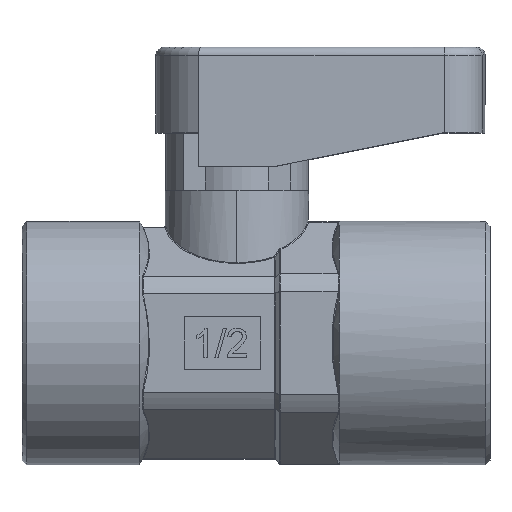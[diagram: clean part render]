
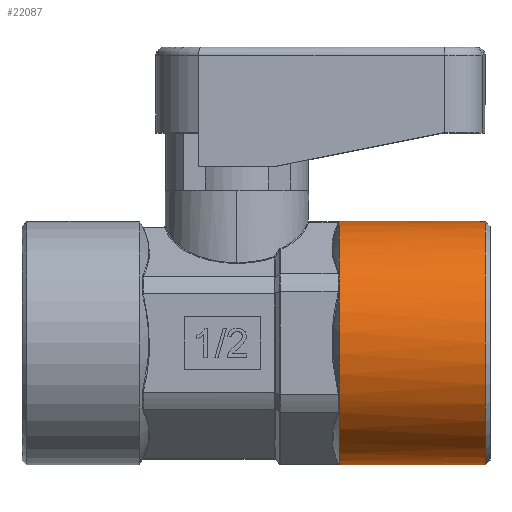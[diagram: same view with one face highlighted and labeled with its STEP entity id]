
A CAD part, top view. The second image highlights one B-rep face of the part: STEP entity #22087.
In plain terms, the highlighted cylindrical face has radius 12.75 mm (diameter 25.5 mm), a partial arc.
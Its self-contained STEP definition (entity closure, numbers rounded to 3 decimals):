
#4484 = CIRCLE ( 'NONE', #14515, 12.75 ) ;
#4489 = LINE ( 'NONE', #21087, #4493 ) ;
#4492 = CIRCLE ( 'NONE', #14516, 12.75 ) ;
#4493 = VECTOR ( 'NONE', #21097, 1000. ) ;
#4494 = CIRCLE ( 'NONE', #14517, 12.75 ) ;
#4495 = CIRCLE ( 'NONE', #14518, 12.75 ) ;
#4496 = CIRCLE ( 'NONE', #14519, 12.75 ) ;
#4497 = CIRCLE ( 'NONE', #14520, 12.75 ) ;
#4498 = CIRCLE ( 'NONE', #14521, 12.75 ) ;
#4499 = CIRCLE ( 'NONE', #14522, 12.75 ) ;
#4500 = LINE ( 'NONE', #21139, #4502 ) ;
#4502 = VECTOR ( 'NONE', #21140, 1000. ) ;
#6611 = AXIS2_PLACEMENT_3D ( 'NONE', #7653, #7654, #7652 ) ;
#7652 = DIRECTION ( 'NONE',  ( 0., -1., 0. ) ) ;
#7653 = CARTESIAN_POINT ( 'NONE',  ( -22.5, 0., 0. ) ) ;
#7654 = DIRECTION ( 'NONE',  ( -1., 0., 0. ) ) ;
#9524 = EDGE_LOOP ( 'NONE', ( #21165, #21167, #20002, #20003, #20004, #20005, #20006, #20007, #20008, #20009 ) ) ;
#14515 = AXIS2_PLACEMENT_3D ( 'NONE', #21090, #21092, #21094 ) ;
#14516 = AXIS2_PLACEMENT_3D ( 'NONE', #21104, #21106, #21108 ) ;
#14517 = AXIS2_PLACEMENT_3D ( 'NONE', #21111, #21113, #21115 ) ;
#14518 = AXIS2_PLACEMENT_3D ( 'NONE', #21118, #21120, #21122 ) ;
#14519 = AXIS2_PLACEMENT_3D ( 'NONE', #21126, #21128, #21129 ) ;
#14520 = AXIS2_PLACEMENT_3D ( 'NONE', #21133, #21135, #21137 ) ;
#14521 = AXIS2_PLACEMENT_3D ( 'NONE', #21142, #21144, #21146 ) ;
#14522 = AXIS2_PLACEMENT_3D ( 'NONE', #21151, #21152, #21154 ) ;
#15966 = EDGE_CURVE ( 'NONE', #20712, #20713, #4484, .T. ) ;
#15968 = EDGE_CURVE ( 'NONE', #20713, #20714, #4489, .T. ) ;
#15969 = EDGE_CURVE ( 'NONE', #20714, #20716, #4492, .T. ) ;
#15970 = EDGE_CURVE ( 'NONE', #20716, #20717, #4494, .T. ) ;
#15971 = EDGE_CURVE ( 'NONE', #20717, #20718, #4495, .T. ) ;
#15972 = EDGE_CURVE ( 'NONE', #20718, #20719, #4496, .T. ) ;
#15973 = EDGE_CURVE ( 'NONE', #20719, #20720, #4497, .T. ) ;
#15974 = EDGE_CURVE ( 'NONE', #20720, #20721, #4498, .T. ) ;
#15975 = EDGE_CURVE ( 'NONE', #20721, #20722, #4499, .T. ) ;
#15976 = EDGE_CURVE ( 'NONE', #20712, #20722, #4500, .T. ) ;
#16579 = FACE_OUTER_BOUND ( 'NONE', #9524, .T. ) ;
#16582 = CYLINDRICAL_SURFACE ( 'NONE', #6611, 12.75 ) ;
#19553 = CARTESIAN_POINT ( 'NONE',  ( 26., -12.75, 0. ) ) ;
#19554 = CARTESIAN_POINT ( 'NONE',  ( 26., 12.75, 0. ) ) ;
#19555 = CARTESIAN_POINT ( 'NONE',  ( 10.711, 12.75, 0. ) ) ;
#19557 = CARTESIAN_POINT ( 'NONE',  ( 10.711, 12.702, 1.109 ) ) ;
#19558 = CARTESIAN_POINT ( 'NONE',  ( 10.711, 7.312, 10.445 ) ) ;
#19559 = CARTESIAN_POINT ( 'NONE',  ( 10.711, 5.39, 11.555 ) ) ;
#19560 = CARTESIAN_POINT ( 'NONE',  ( 10.711, -5.39, 11.555 ) ) ;
#19561 = CARTESIAN_POINT ( 'NONE',  ( 10.711, -7.312, 10.445 ) ) ;
#19562 = CARTESIAN_POINT ( 'NONE',  ( 10.711, -12.702, 1.109 ) ) ;
#19563 = CARTESIAN_POINT ( 'NONE',  ( 10.711, -12.75, 0. ) ) ;
#20002 = ORIENTED_EDGE ( 'NONE', *, *, #15969, .T. ) ;
#20003 = ORIENTED_EDGE ( 'NONE', *, *, #15970, .T. ) ;
#20004 = ORIENTED_EDGE ( 'NONE', *, *, #15971, .T. ) ;
#20005 = ORIENTED_EDGE ( 'NONE', *, *, #15972, .T. ) ;
#20006 = ORIENTED_EDGE ( 'NONE', *, *, #15973, .T. ) ;
#20007 = ORIENTED_EDGE ( 'NONE', *, *, #15974, .T. ) ;
#20008 = ORIENTED_EDGE ( 'NONE', *, *, #15975, .T. ) ;
#20009 = ORIENTED_EDGE ( 'NONE', *, *, #15976, .F. ) ;
#20712 = VERTEX_POINT ( 'NONE', #19553 ) ;
#20713 = VERTEX_POINT ( 'NONE', #19554 ) ;
#20714 = VERTEX_POINT ( 'NONE', #19555 ) ;
#20716 = VERTEX_POINT ( 'NONE', #19557 ) ;
#20717 = VERTEX_POINT ( 'NONE', #19558 ) ;
#20718 = VERTEX_POINT ( 'NONE', #19559 ) ;
#20719 = VERTEX_POINT ( 'NONE', #19560 ) ;
#20720 = VERTEX_POINT ( 'NONE', #19561 ) ;
#20721 = VERTEX_POINT ( 'NONE', #19562 ) ;
#20722 = VERTEX_POINT ( 'NONE', #19563 ) ;
#21087 = CARTESIAN_POINT ( 'NONE',  ( -22.5, 12.75, 0. ) ) ;
#21090 = CARTESIAN_POINT ( 'NONE',  ( 26., 0., 0. ) ) ;
#21092 = DIRECTION ( 'NONE',  ( -1., 0., 0. ) ) ;
#21094 = DIRECTION ( 'NONE',  ( 0., -1., 0. ) ) ;
#21097 = DIRECTION ( 'NONE',  ( -1., 0., 0. ) ) ;
#21104 = CARTESIAN_POINT ( 'NONE',  ( 10.711, 0., 0. ) ) ;
#21106 = DIRECTION ( 'NONE',  ( 1., 0., 0. ) ) ;
#21108 = DIRECTION ( 'NONE',  ( 0., 0., 1. ) ) ;
#21111 = CARTESIAN_POINT ( 'NONE',  ( 10.711, 0., 0. ) ) ;
#21113 = DIRECTION ( 'NONE',  ( 1., 0., 0. ) ) ;
#21115 = DIRECTION ( 'NONE',  ( 0., 0., -1. ) ) ;
#21118 = CARTESIAN_POINT ( 'NONE',  ( 10.711, 0., 0. ) ) ;
#21120 = DIRECTION ( 'NONE',  ( 1., 0., 0. ) ) ;
#21122 = DIRECTION ( 'NONE',  ( 0., 0., 1. ) ) ;
#21126 = CARTESIAN_POINT ( 'NONE',  ( 10.711, 0., 0. ) ) ;
#21128 = DIRECTION ( 'NONE',  ( 1., 0., 0. ) ) ;
#21129 = DIRECTION ( 'NONE',  ( 0., 0., -1. ) ) ;
#21133 = CARTESIAN_POINT ( 'NONE',  ( 10.711, 0., 0. ) ) ;
#21135 = DIRECTION ( 'NONE',  ( 1., 0., 0. ) ) ;
#21137 = DIRECTION ( 'NONE',  ( 0., 0., 1. ) ) ;
#21139 = CARTESIAN_POINT ( 'NONE',  ( -22.5, -12.75, 0. ) ) ;
#21140 = DIRECTION ( 'NONE',  ( -1., 0., 0. ) ) ;
#21142 = CARTESIAN_POINT ( 'NONE',  ( 10.711, 0., 0. ) ) ;
#21144 = DIRECTION ( 'NONE',  ( 1., 0., 0. ) ) ;
#21146 = DIRECTION ( 'NONE',  ( 0., 0., -1. ) ) ;
#21151 = CARTESIAN_POINT ( 'NONE',  ( 10.711, 0., 0. ) ) ;
#21152 = DIRECTION ( 'NONE',  ( 1., 0., 0. ) ) ;
#21154 = DIRECTION ( 'NONE',  ( 0., 0., 1. ) ) ;
#21165 = ORIENTED_EDGE ( 'NONE', *, *, #15966, .T. ) ;
#21167 = ORIENTED_EDGE ( 'NONE', *, *, #15968, .T. ) ;
#22087 = ADVANCED_FACE ( 'NONE', ( #16579 ), #16582, .T. ) ;
